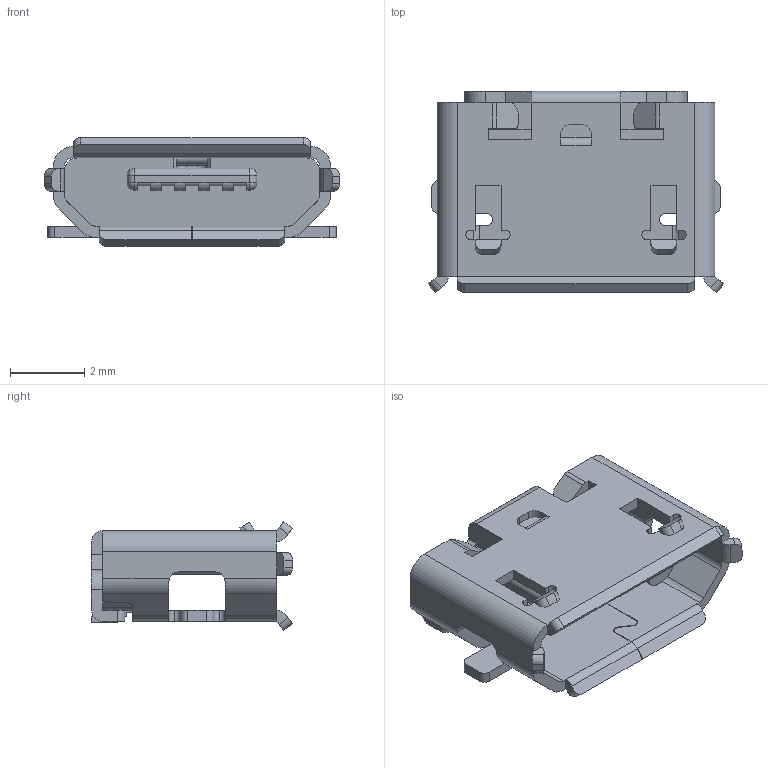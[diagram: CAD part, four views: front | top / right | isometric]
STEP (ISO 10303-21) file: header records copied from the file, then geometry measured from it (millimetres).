
FILE_DESCRIPTION(/* description */ (''),/* implementation_level */ '2;1');
FILE_NAME(/* name */ '10118192-0001LF(MICRO-USB-B-AMPHENOL-FCI)_ipt_8915fe4b.STEP',/* time_stamp */ '2022-06-02T14:50:00+03:00',/* author */ ('Sulieman DAHER'),/* organization */ (''),/* preprocessor_version */ 'ST-DEVELOPER v16.13',/* originating_system */ 'Autodesk Inventor 2018',/* authorisation */ '');
FILE_SCHEMA (('AUTOMOTIVE_DESIGN { 1 0 10303 214 3 1 1 }'));
Length unit declared in the file: millimetre
Products named in the file (1): 10118192-0001LF(MICRO-USB-B-AMPHENOL-FCI)
Bounding box: 7.98 x 5.43 x 2.94 mm (x, y, z)
Volume: 44.4 mm3; surface area: 257.9 mm2
Topology: 1 solids, 1 shells, 404 faces, 1174 edges, 764 vertices
Faces by surface type: plane 275, cylinder 125, sphere 4
Entity records: 13374 total; most frequent: CARTESIAN_POINT 2439, ORIENTED_EDGE 2348, DIRECTION 2228, EDGE_CURVE 1174, LINE 910, VECTOR 910, VERTEX_POINT 764, AXIS2_PLACEMENT_3D 659
